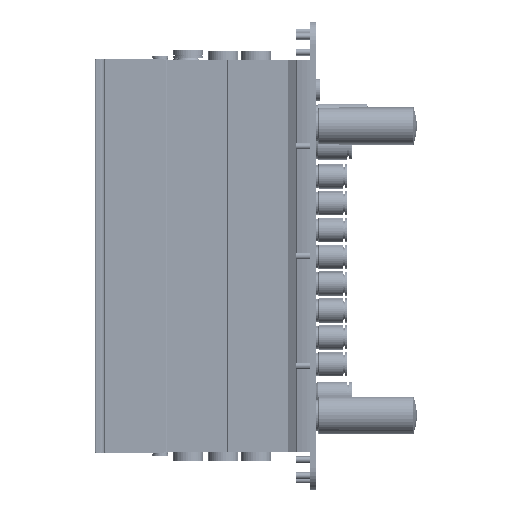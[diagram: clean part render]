
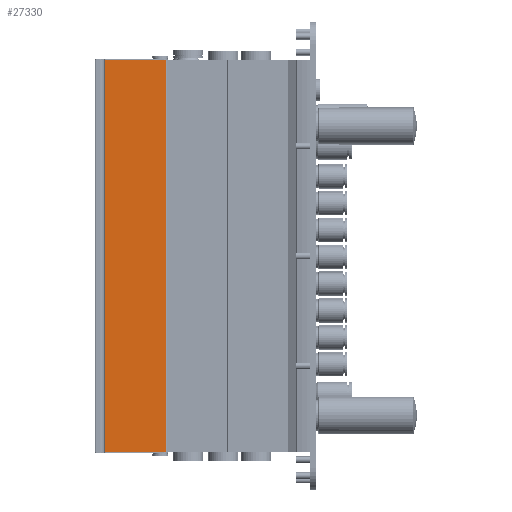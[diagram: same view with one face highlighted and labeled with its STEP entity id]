
A CAD part, front view. The second image highlights one B-rep face of the part: STEP entity #27330.
In plain terms, the highlighted planar face has unit normal (0, -1, 0).
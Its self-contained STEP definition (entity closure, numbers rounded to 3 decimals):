
#4267=FACE_OUTER_BOUND('',#6302,.T.);
#6302=EDGE_LOOP('',(#20726,#20727,#20728,#20729));
#8274=LINE('',#41320,#10343);
#8362=LINE('',#41660,#10431);
#8495=LINE('',#43103,#10564);
#8496=LINE('',#43105,#10565);
#10343=VECTOR('',#32720,10.);
#10431=VECTOR('',#33032,10.);
#10564=VECTOR('',#34571,10.);
#10565=VECTOR('',#34574,10.);
#12393=VERTEX_POINT('',#41317);
#12394=VERTEX_POINT('',#41319);
#12533=VERTEX_POINT('',#41657);
#12534=VERTEX_POINT('',#41659);
#15235=EDGE_CURVE('',#12394,#12393,#8274,.T.);
#15404=EDGE_CURVE('',#12534,#12533,#8362,.T.);
#15885=EDGE_CURVE('',#12533,#12394,#8495,.T.);
#15886=EDGE_CURVE('',#12534,#12393,#8496,.T.);
#20726=ORIENTED_EDGE('',*,*,#15235,.T.);
#20727=ORIENTED_EDGE('',*,*,#15886,.F.);
#20728=ORIENTED_EDGE('',*,*,#15404,.T.);
#20729=ORIENTED_EDGE('',*,*,#15885,.T.);
#26111=PLANE('',#29658);
#27330=ADVANCED_FACE('',(#4267),#26111,.T.);
#29658=AXIS2_PLACEMENT_3D('',#43104,#34572,#34573);
#32720=DIRECTION('',(-1.,0.,0.));
#33032=DIRECTION('',(1.,0.,0.));
#34571=DIRECTION('',(0.,0.,1.));
#34572=DIRECTION('center_axis',(0.,-1.,0.));
#34573=DIRECTION('ref_axis',(0.,0.,-1.));
#34574=DIRECTION('',(0.,0.,1.));
#41317=CARTESIAN_POINT('',(87.5,-33.8,234.));
#41319=CARTESIAN_POINT('',(124.,-33.8,234.));
#41320=CARTESIAN_POINT('',(87.5,-33.8,234.));
#41657=CARTESIAN_POINT('',(124.,-33.8,0.));
#41659=CARTESIAN_POINT('',(87.5,-33.8,0.));
#41660=CARTESIAN_POINT('',(87.5,-33.8,0.));
#43103=CARTESIAN_POINT('',(124.,-33.8,0.));
#43104=CARTESIAN_POINT('Origin',(124.,-33.8,0.));
#43105=CARTESIAN_POINT('',(87.5,-33.8,0.));
